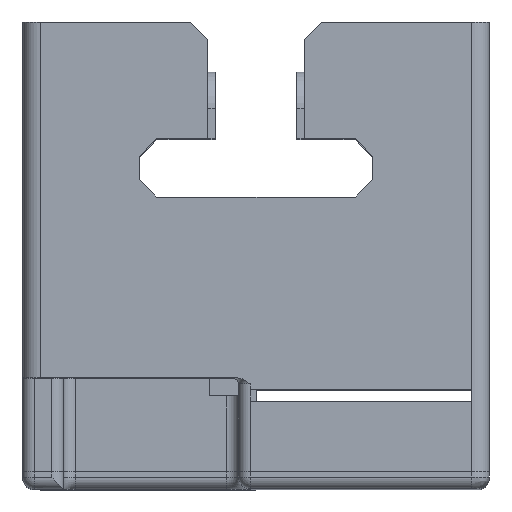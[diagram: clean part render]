
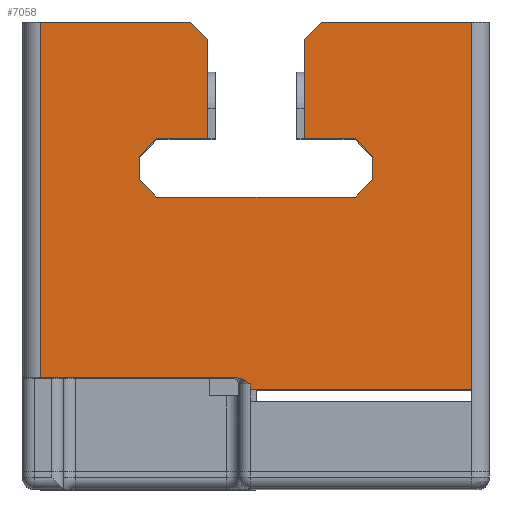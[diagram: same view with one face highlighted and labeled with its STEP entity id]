
A CAD part, top view. The second image highlights one B-rep face of the part: STEP entity #7058.
In plain terms, the highlighted face is planar.
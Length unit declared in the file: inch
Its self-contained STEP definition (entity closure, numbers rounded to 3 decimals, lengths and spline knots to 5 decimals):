
#51=B_SPLINE_CURVE_WITH_KNOTS('',3,(#10578,#10579,#10580,#10581,#10582,
#10583),.UNSPECIFIED.,.F.,.F.,(4,2,4),(0.,0.18502,0.29764),
 .UNSPECIFIED.);
#146=PLANE('',#7548);
#430=LINE('',#10341,#1226);
#485=LINE('',#10541,#1281);
#488=LINE('',#10547,#1284);
#489=LINE('',#10549,#1285);
#490=LINE('',#10551,#1286);
#491=LINE('',#10553,#1287);
#492=LINE('',#10555,#1288);
#493=LINE('',#10557,#1289);
#494=LINE('',#10559,#1290);
#495=LINE('',#10561,#1291);
#496=LINE('',#10563,#1292);
#497=LINE('',#10565,#1293);
#498=LINE('',#10567,#1294);
#499=LINE('',#10569,#1295);
#500=LINE('',#10571,#1296);
#501=LINE('',#10573,#1297);
#502=LINE('',#10575,#1298);
#503=LINE('',#10576,#1299);
#504=LINE('',#10585,#1300);
#505=LINE('',#10586,#1301);
#1226=VECTOR('',#8267,0.3937);
#1281=VECTOR('',#8438,0.3937);
#1284=VECTOR('',#8443,0.3937);
#1285=VECTOR('',#8444,0.3937);
#1286=VECTOR('',#8445,0.3937);
#1287=VECTOR('',#8446,0.3937);
#1288=VECTOR('',#8447,0.3937);
#1289=VECTOR('',#8448,0.3937);
#1290=VECTOR('',#8449,0.3937);
#1291=VECTOR('',#8450,0.3937);
#1292=VECTOR('',#8451,0.3937);
#1293=VECTOR('',#8452,0.3937);
#1294=VECTOR('',#8453,0.3937);
#1295=VECTOR('',#8454,0.3937);
#1296=VECTOR('',#8455,0.3937);
#1297=VECTOR('',#8456,0.3937);
#1298=VECTOR('',#8457,0.3937);
#1299=VECTOR('',#8458,0.3937);
#1300=VECTOR('',#8459,0.3937);
#1301=VECTOR('',#8460,0.3937);
#2126=FACE_OUTER_BOUND('',#2513,.T.);
#2513=EDGE_LOOP('',(#5226,#5227,#5228,#5229,#5230,#5231,#5232,#5233,#5234,
#5235,#5236,#5237,#5238,#5239,#5240,#5241,#5242,#5243,#5244,#5245,#5246));
#3196=VERTEX_POINT('',#10338);
#3197=VERTEX_POINT('',#10340);
#3283=VERTEX_POINT('',#10538);
#3284=VERTEX_POINT('',#10540);
#3286=VERTEX_POINT('',#10546);
#3287=VERTEX_POINT('',#10548);
#3288=VERTEX_POINT('',#10550);
#3289=VERTEX_POINT('',#10552);
#3290=VERTEX_POINT('',#10554);
#3291=VERTEX_POINT('',#10556);
#3292=VERTEX_POINT('',#10558);
#3293=VERTEX_POINT('',#10560);
#3294=VERTEX_POINT('',#10562);
#3295=VERTEX_POINT('',#10564);
#3296=VERTEX_POINT('',#10566);
#3297=VERTEX_POINT('',#10568);
#3298=VERTEX_POINT('',#10570);
#3299=VERTEX_POINT('',#10572);
#3300=VERTEX_POINT('',#10574);
#3301=VERTEX_POINT('',#10577);
#3302=VERTEX_POINT('',#10584);
#3932=EDGE_CURVE('',#3196,#3197,#430,.T.);
#4031=EDGE_CURVE('',#3283,#3284,#485,.T.);
#4034=EDGE_CURVE('',#3286,#3283,#488,.T.);
#4035=EDGE_CURVE('',#3287,#3286,#489,.T.);
#4036=EDGE_CURVE('',#3287,#3288,#490,.T.);
#4037=EDGE_CURVE('',#3288,#3289,#491,.T.);
#4038=EDGE_CURVE('',#3290,#3289,#492,.T.);
#4039=EDGE_CURVE('',#3290,#3291,#493,.T.);
#4040=EDGE_CURVE('',#3292,#3291,#494,.T.);
#4041=EDGE_CURVE('',#3292,#3293,#495,.T.);
#4042=EDGE_CURVE('',#3294,#3293,#496,.T.);
#4043=EDGE_CURVE('',#3294,#3295,#497,.T.);
#4044=EDGE_CURVE('',#3296,#3295,#498,.T.);
#4045=EDGE_CURVE('',#3297,#3296,#499,.T.);
#4046=EDGE_CURVE('',#3297,#3298,#500,.T.);
#4047=EDGE_CURVE('',#3299,#3298,#501,.T.);
#4048=EDGE_CURVE('',#3299,#3300,#502,.T.);
#4049=EDGE_CURVE('',#3197,#3300,#503,.T.);
#4050=EDGE_CURVE('',#3301,#3196,#51,.T.);
#4051=EDGE_CURVE('',#3302,#3301,#504,.T.);
#4052=EDGE_CURVE('',#3302,#3284,#505,.T.);
#5226=ORIENTED_EDGE('',*,*,#4034,.F.);
#5227=ORIENTED_EDGE('',*,*,#4035,.F.);
#5228=ORIENTED_EDGE('',*,*,#4036,.T.);
#5229=ORIENTED_EDGE('',*,*,#4037,.T.);
#5230=ORIENTED_EDGE('',*,*,#4038,.F.);
#5231=ORIENTED_EDGE('',*,*,#4039,.T.);
#5232=ORIENTED_EDGE('',*,*,#4040,.F.);
#5233=ORIENTED_EDGE('',*,*,#4041,.T.);
#5234=ORIENTED_EDGE('',*,*,#4042,.F.);
#5235=ORIENTED_EDGE('',*,*,#4043,.T.);
#5236=ORIENTED_EDGE('',*,*,#4044,.F.);
#5237=ORIENTED_EDGE('',*,*,#4045,.F.);
#5238=ORIENTED_EDGE('',*,*,#4046,.T.);
#5239=ORIENTED_EDGE('',*,*,#4047,.F.);
#5240=ORIENTED_EDGE('',*,*,#4048,.T.);
#5241=ORIENTED_EDGE('',*,*,#4049,.F.);
#5242=ORIENTED_EDGE('',*,*,#3932,.F.);
#5243=ORIENTED_EDGE('',*,*,#4050,.F.);
#5244=ORIENTED_EDGE('',*,*,#4051,.F.);
#5245=ORIENTED_EDGE('',*,*,#4052,.T.);
#5246=ORIENTED_EDGE('',*,*,#4031,.F.);
#7058=ADVANCED_FACE('',(#2126),#146,.T.);
#7548=AXIS2_PLACEMENT_3D('',#10545,#8441,#8442);
#8267=DIRECTION('',(0.,0.,1.));
#8438=DIRECTION('',(0.,-1.,0.));
#8441=DIRECTION('center_axis',(1.,0.,0.));
#8442=DIRECTION('ref_axis',(0.,0.,
-1.));
#8443=DIRECTION('',(0.,0.,-1.));
#8444=DIRECTION('',(0.,0.707,-0.707));
#8445=DIRECTION('',(0.,-1.,0.));
#8446=DIRECTION('',(0.,0.,-1.));
#8447=DIRECTION('',(0.,0.707,0.707));
#8448=DIRECTION('',(0.,-1.,0.));
#8449=DIRECTION('',(0.,0.707,-0.707));
#8450=DIRECTION('',(0.,0.,1.));
#8451=DIRECTION('',(0.,-0.707,-0.707));
#8452=DIRECTION('',(0.,1.,0.));
#8453=DIRECTION('',(0.,-0.707,0.707));
#8454=DIRECTION('',(0.,0.,1.));
#8455=DIRECTION('',(0.,1.,0.));
#8456=DIRECTION('',(0.,-0.707,-0.707));
#8457=DIRECTION('',(0.,0.,1.));
#8458=DIRECTION('',(0.,1.,0.));
#8459=DIRECTION('',(0.,1.,0.));
#8460=DIRECTION('',(0.,0.,-1.));
#10338=CARTESIAN_POINT('',(5.95,-2.05,0.5743));
#10340=CARTESIAN_POINT('',(5.95,-2.05,2.2625));
#10341=CARTESIAN_POINT('',(5.95,-2.05,0.4875));
#10538=CARTESIAN_POINT('',(5.95,1.,-1.4375));
#10540=CARTESIAN_POINT('',(5.95,-2.15,-1.4375));
#10541=CARTESIAN_POINT('',(5.95,-1.5,-1.4375));
#10545=CARTESIAN_POINT('Origin',(5.95,-1.,0.4125));
#10546=CARTESIAN_POINT('',(5.95,1.,-0.15));
#10547=CARTESIAN_POINT('',(5.95,1.,-0.531));
#10548=CARTESIAN_POINT('',(5.95,0.85,0.));
#10549=CARTESIAN_POINT('',(5.95,0.32188,0.52813));
#10550=CARTESIAN_POINT('',(5.95,0.,0.));
#10551=CARTESIAN_POINT('',(5.95,0.,0.));
#10552=CARTESIAN_POINT('',(5.95,0.,-0.4375));
#10553=CARTESIAN_POINT('',(5.95,0.,0.));
#10554=CARTESIAN_POINT('',(5.95,-0.15,-0.5875));
#10555=CARTESIAN_POINT('',(5.95,-0.075,-0.5125));
#10556=CARTESIAN_POINT('',(5.95,-0.35,-0.5875));
#10557=CARTESIAN_POINT('',(5.95,-1.,-0.5875));
#10558=CARTESIAN_POINT('',(5.95,-0.5,-0.4375));
#10559=CARTESIAN_POINT('',(5.95,-0.8,-0.1375));
#10560=CARTESIAN_POINT('',(5.95,-0.5,1.2625));
#10561=CARTESIAN_POINT('',(5.95,-0.5,1.2625));
#10562=CARTESIAN_POINT('',(5.95,-0.35,1.4125));
#10563=CARTESIAN_POINT('',(5.95,-0.8,0.9625));
#10564=CARTESIAN_POINT('',(5.95,-0.15,1.4125));
#10565=CARTESIAN_POINT('',(5.95,0.,1.4125));
#10566=CARTESIAN_POINT('',(5.95,0.,1.2625));
#10567=CARTESIAN_POINT('',(5.95,-0.075,1.3375));
#10568=CARTESIAN_POINT('',(5.95,0.,0.825));
#10569=CARTESIAN_POINT('',(5.95,0.,0.825));
#10570=CARTESIAN_POINT('',(5.95,0.85,0.825));
#10571=CARTESIAN_POINT('',(5.95,0.15,0.825));
#10572=CARTESIAN_POINT('',(5.95,1.,0.975));
#10573=CARTESIAN_POINT('',(5.95,0.32188,0.29687));
#10574=CARTESIAN_POINT('',(5.95,1.,2.2625));
#10575=CARTESIAN_POINT('',(5.95,1.,1.4125));
#10576=CARTESIAN_POINT('',(5.95,-0.5,2.2625));
#10577=CARTESIAN_POINT('',(5.95,-2.1,0.4625));
#10578=CARTESIAN_POINT('Ctrl Pts',(5.95,-2.1,0.4625));
#10579=CARTESIAN_POINT('Ctrl Pts',(5.95,-2.08598,0.48233));
#10580=CARTESIAN_POINT('Ctrl Pts',(5.95,-2.06938,0.50627));
#10581=CARTESIAN_POINT('Ctrl Pts',(5.95,-2.05439,0.54234));
#10582=CARTESIAN_POINT('Ctrl Pts',(5.95,-2.05,0.55952));
#10583=CARTESIAN_POINT('Ctrl Pts',(5.95,-2.05,0.5743));
#10584=CARTESIAN_POINT('',(5.95,-2.15,0.4625));
#10585=CARTESIAN_POINT('',(5.95,-1.45,0.4625));
#10586=CARTESIAN_POINT('',(5.95,-2.15,-0.0625));
